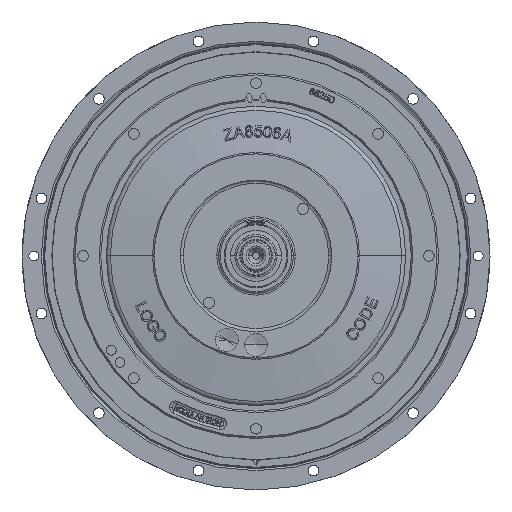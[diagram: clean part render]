
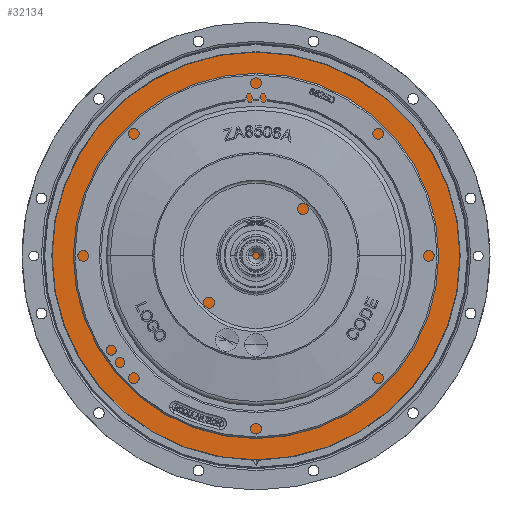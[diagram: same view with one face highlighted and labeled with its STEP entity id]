
A CAD part, top view. The second image highlights one B-rep face of the part: STEP entity #32134.
In plain terms, the highlighted planar face has unit normal (0, 0, 1).
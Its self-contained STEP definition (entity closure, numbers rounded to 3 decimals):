
#1999 = FACE_OUTER_BOUND ( 'NONE', #23874, .T. ) ;
#3080 = ORIENTED_EDGE ( 'NONE', *, *, #66835, .T. ) ;
#4883 = ORIENTED_EDGE ( 'NONE', *, *, #66827, .T. ) ;
#13069 = AXIS2_PLACEMENT_3D ( 'NONE', #80035, #80040, #80043 ) ;
#13070 = AXIS2_PLACEMENT_3D ( 'NONE', #80060, #80064, #80066 ) ;
#23874 = EDGE_LOOP ( 'NONE', ( #4883, #3080 ) ) ;
#25385 = AXIS2_PLACEMENT_3D ( 'NONE', #71840, #71850, #71851 ) ;
#32134 = ADVANCED_FACE ( 'NONE', ( #1999 ), #71841, .T. ) ;
#40972 = CIRCLE ( 'NONE', #13069, 201.93 ) ;
#40974 = CIRCLE ( 'NONE', #13070, 201.93 ) ;
#46440 = CARTESIAN_POINT ( 'NONE',  ( 201.93, 0., 0. ) ) ;
#46441 = CARTESIAN_POINT ( 'NONE',  ( -201.93, 0., 0. ) ) ;
#65007 = VERTEX_POINT ( 'NONE', #46440 ) ;
#65008 = VERTEX_POINT ( 'NONE', #46441 ) ;
#66827 = EDGE_CURVE ( 'NONE', #65007, #65008, #40972, .T. ) ;
#66835 = EDGE_CURVE ( 'NONE', #65008, #65007, #40974, .T. ) ;
#71840 = CARTESIAN_POINT ( 'NONE',  ( 0., 0., 0. ) ) ;
#71841 = PLANE ( 'NONE',  #25385 ) ;
#71850 = DIRECTION ( 'NONE',  ( 0., 0., 1. ) ) ;
#71851 = DIRECTION ( 'NONE',  ( 1., 0., 0. ) ) ;
#80035 = CARTESIAN_POINT ( 'NONE',  ( 0., 0., 0. ) ) ;
#80040 = DIRECTION ( 'NONE',  ( 0., 0., 1. ) ) ;
#80043 = DIRECTION ( 'NONE',  ( 1., 0., 0. ) ) ;
#80060 = CARTESIAN_POINT ( 'NONE',  ( 0., 0., 0. ) ) ;
#80064 = DIRECTION ( 'NONE',  ( 0., 0., 1. ) ) ;
#80066 = DIRECTION ( 'NONE',  ( 1., 0., 0. ) ) ;
